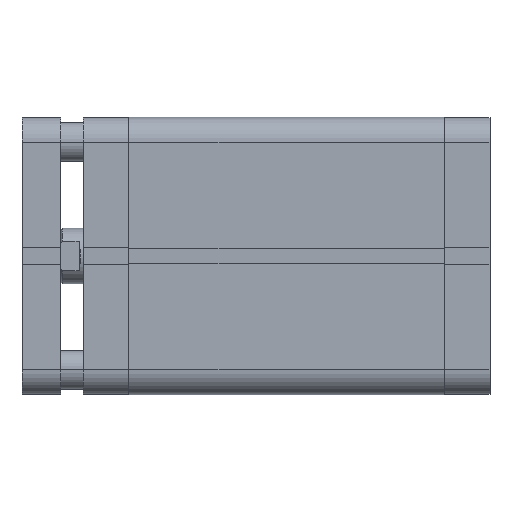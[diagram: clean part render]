
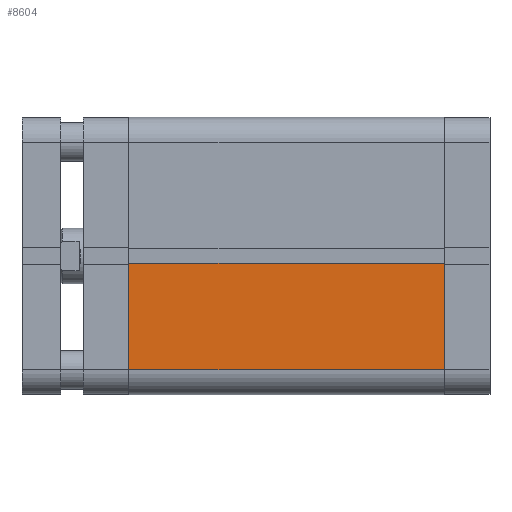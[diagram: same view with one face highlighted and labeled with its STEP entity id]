
A CAD part, front view. The second image highlights one B-rep face of the part: STEP entity #8604.
In plain terms, the highlighted face is planar.
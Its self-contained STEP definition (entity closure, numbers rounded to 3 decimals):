
#1756 = CARTESIAN_POINT ( 'NONE',  ( 50., -2.6, 113.5 ) ) ;
#1757 = PLANE ( 'NONE',  #2000 ) ;
#1759 = DIRECTION ( 'NONE',  ( -1., 0., 0. ) ) ;
#1760 = DIRECTION ( 'NONE',  ( 0., -1., 0. ) ) ;
#2000 = AXIS2_PLACEMENT_3D ( 'NONE', #1756, #1759, #1760 ) ;
#2080 = FACE_OUTER_BOUND ( 'NONE', #3147, .T. ) ;
#3147 = EDGE_LOOP ( 'NONE', ( #6024, #6023, #6022, #6021 ) ) ;
#3530 = VERTEX_POINT ( 'NONE', #4003 ) ;
#3531 = VERTEX_POINT ( 'NONE', #4004 ) ;
#3564 = VERTEX_POINT ( 'NONE', #4037 ) ;
#3570 = VERTEX_POINT ( 'NONE', #4043 ) ;
#4003 = CARTESIAN_POINT ( 'NONE',  ( 50., -41., 113.5 ) ) ;
#4004 = CARTESIAN_POINT ( 'NONE',  ( 50., -2.6, 113.5 ) ) ;
#4037 = CARTESIAN_POINT ( 'NONE',  ( 50., -41., 0. ) ) ;
#4043 = CARTESIAN_POINT ( 'NONE',  ( 50., -2.6, 0. ) ) ;
#4582 = CARTESIAN_POINT ( 'NONE',  ( 50., -2.6, 113.5 ) ) ;
#4583 = DIRECTION ( 'NONE',  ( 0., 1., 0. ) ) ;
#4685 = CARTESIAN_POINT ( 'NONE',  ( 50., -2.6, 0. ) ) ;
#4688 = DIRECTION ( 'NONE',  ( 0., 1., 0. ) ) ;
#4753 = CARTESIAN_POINT ( 'NONE',  ( 50., -41., 113.5 ) ) ;
#4754 = DIRECTION ( 'NONE',  ( 0., 0., -1. ) ) ;
#4755 = CARTESIAN_POINT ( 'NONE',  ( 50., -2.6, 113.5 ) ) ;
#4756 = DIRECTION ( 'NONE',  ( 0., 0., -1. ) ) ;
#5040 = EDGE_CURVE ( 'NONE', #3530, #3531, #6901, .T. ) ;
#5087 = EDGE_CURVE ( 'NONE', #3564, #3570, #7002, .T. ) ;
#5117 = EDGE_CURVE ( 'NONE', #3530, #3564, #7059, .T. ) ;
#5118 = EDGE_CURVE ( 'NONE', #3531, #3570, #7061, .T. ) ;
#6021 = ORIENTED_EDGE ( 'NONE', *, *, #5117, .T. ) ;
#6022 = ORIENTED_EDGE ( 'NONE', *, *, #5040, .F. ) ;
#6023 = ORIENTED_EDGE ( 'NONE', *, *, #5118, .F. ) ;
#6024 = ORIENTED_EDGE ( 'NONE', *, *, #5087, .T. ) ;
#6901 = LINE ( 'NONE', #4582, #6908 ) ;
#6908 = VECTOR ( 'NONE', #4583, 1000. ) ;
#7002 = LINE ( 'NONE', #4685, #7006 ) ;
#7006 = VECTOR ( 'NONE', #4688, 1000. ) ;
#7059 = LINE ( 'NONE', #4753, #7060 ) ;
#7060 = VECTOR ( 'NONE', #4754, 1000. ) ;
#7061 = LINE ( 'NONE', #4755, #7062 ) ;
#7062 = VECTOR ( 'NONE', #4756, 1000. ) ;
#8604 = ADVANCED_FACE ( 'NONE', ( #2080 ), #1757, .F. ) ;
